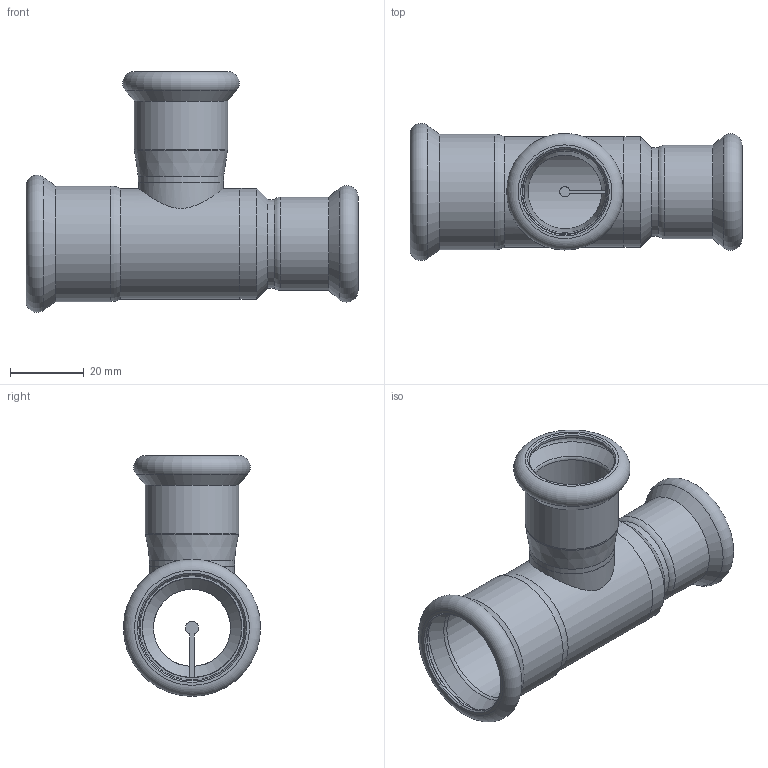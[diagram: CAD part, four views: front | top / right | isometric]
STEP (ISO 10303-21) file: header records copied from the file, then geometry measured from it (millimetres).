
FILE_DESCRIPTION(/* description */ (''),/* implementation_level */ '2;1');
FILE_NAME(/* name */ '31234.stp',/* time_stamp */ '2014-04-01T20:11:36+02:00',/* author */ ('bruh'),/* organization */ (''),/* preprocessor_version */ 'ST-DEVELOPER v15.2',/* originating_system */ 'Autodesk Inventor 2014',/* authorisation */ '');
FILE_SCHEMA (('AUTOMOTIVE_DESIGN { 1 0 10303 214 3 1 1 }'));
Length unit declared in the file: millimetre
Products named in the file (6): 401096; 900024; 900024_1; 490710; 401958; 31234
Bounding box: 90 x 37.2 x 65.3 mm (x, y, z)
Volume: 17067.4 mm3; surface area: 23673.2 mm2
Topology: 4 solids, 4 shells, 76 faces, 155 edges, 93 vertices
Faces by surface type: plane 24, cylinder 23, cone 16, torus 13
Full cylindrical faces by diameter (mm): 20 x2, 20.9 x1, 22.2 x2, 23 x1, 23.1 x1, 23.2 x2, 24 x1, 25.3 x2, 26.9 x1, 27 x2, 28.2 x1, 28.8 x1, 30 x2, 31.3 x1
Entity records: 1931 total; most frequent: CARTESIAN_POINT 366, DIRECTION 340, ORIENTED_EDGE 196, AXIS2_PLACEMENT_3D 159, EDGE_LOOP 141, EDGE_CURVE 98, VERTEX_POINT 85, ADVANCED_FACE 76
